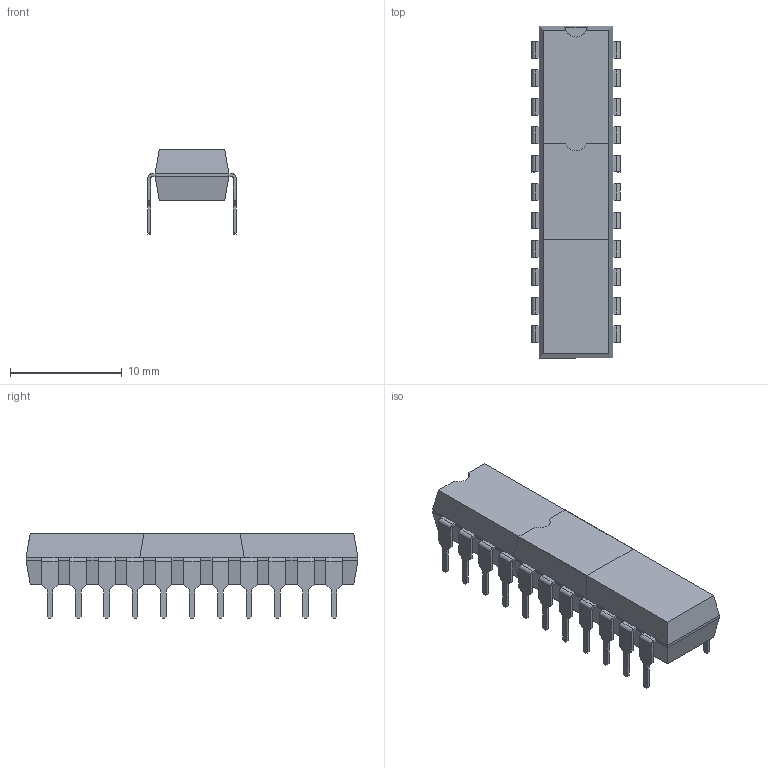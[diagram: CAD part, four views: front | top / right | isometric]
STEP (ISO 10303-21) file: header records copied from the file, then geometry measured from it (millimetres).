
FILE_DESCRIPTION (( 'STEP AP214' ), '1' );
FILE_NAME ('SW3dPS-DIP22P3.STEP', '2009-10-12T12:19:14', ( 'SysAdmin' ), ( 'SolidWorks' ), 'SwSTEP 2.0', 'SolidWorks 2009', '' );
FILE_SCHEMA (( 'AUTOMOTIVE_DESIGN' ));
Length unit declared in the file: millimetre
Products named in the file (5): SW3dPS-DIP22P3_Board1; SW3dPS-DIP22P3_Open CASCADE STEP translator 6.2 11.4; SW3dPS-DIP22P3_Open CASCADE STEP translator 6.2 11.5; SW3dPS-DIP22P3; SW3dPS-DIP22P3_DIP14-P4
Assembly tree (5 placements, depth 3):
  SW3dPS-DIP22P3
    SW3dPS-DIP22P3_Board1
    SW3dPS-DIP22P3_Open CASCADE STEP translator 6.2 11.4
      SW3dPS-DIP22P3_DIP14-P4
    SW3dPS-DIP22P3_Open CASCADE STEP translator 6.2 11.5
      SW3dPS-DIP22P3_DIP14-P4
Bounding box: 7.87 x 29.66 x 7.57 mm (x, y, z)
Volume: 1129.8 mm3; surface area: 1307.8 mm2
Topology: 3 solids, 3 shells, 488 faces, 1318 edges, 836 vertices
Faces by surface type: plane 428, cylinder 60
Entity records: 8058 total; most frequent: CARTESIAN_POINT 1350, ORIENTED_EDGE 1330, DIRECTION 1237, EDGE_CURVE 665, LINE 603, VECTOR 603, VERTEX_POINT 422, AXIS2_PLACEMENT_3D 317
